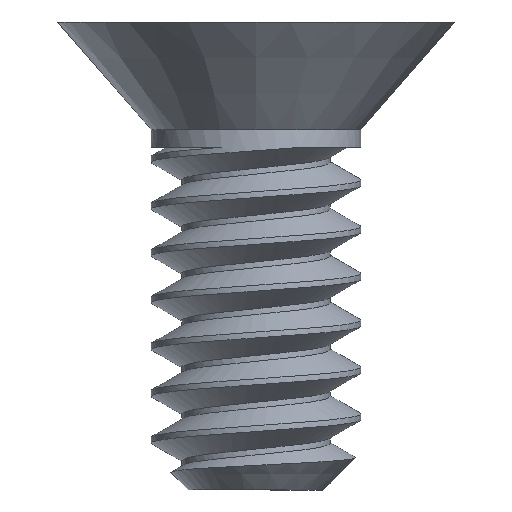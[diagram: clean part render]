
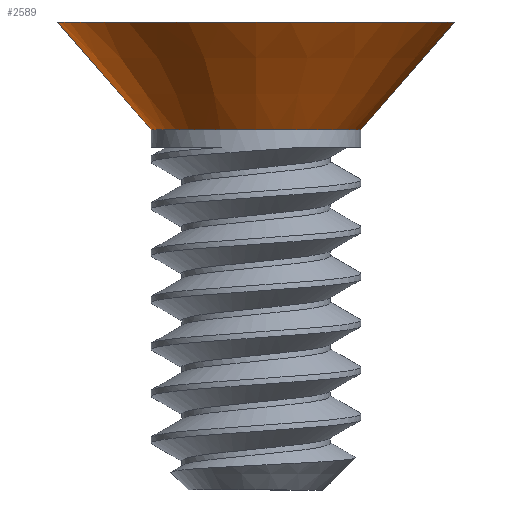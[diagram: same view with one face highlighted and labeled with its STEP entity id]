
A CAD part, left-side view. The second image highlights one B-rep face of the part: STEP entity #2589.
In plain terms, the highlighted conical face has half-angle 41 degrees and reference radius 1.422 mm.
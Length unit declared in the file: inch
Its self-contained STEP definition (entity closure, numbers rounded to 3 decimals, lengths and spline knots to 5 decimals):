
#18 = AXIS2_PLACEMENT_3D ( 'NONE', #594, #2284, #367 ) ;
#20 = FACE_OUTER_BOUND ( 'NONE', #1418, .T. ) ;
#22 = EDGE_CURVE ( 'NONE', #2177, #1224, #432, .T. ) ;
#266 = VERTEX_POINT ( 'NONE', #384 ) ;
#341 = EDGE_CURVE ( 'NONE', #1224, #266, #1481, .T. ) ;
#367 = DIRECTION ( 'NONE',  ( 0., -1., 0. ) ) ;
#384 = CARTESIAN_POINT ( 'NONE',  ( 0., 0.106, 0.067 ) ) ;
#432 = CIRCLE ( 'NONE', #2584, 0.056 ) ;
#462 = ORIENTED_EDGE ( 'NONE', *, *, #1632, .T. ) ;
#539 = CARTESIAN_POINT ( 'NONE',  ( 0., -0.106, 0.067 ) ) ;
#547 = CARTESIAN_POINT ( 'NONE',  ( 0., -0.056, 0.00948 ) ) ;
#594 = CARTESIAN_POINT ( 'NONE',  ( 0., 0., 0.067 ) ) ;
#604 = ORIENTED_EDGE ( 'NONE', *, *, #22, .F. ) ;
#735 = DIRECTION ( 'NONE',  ( 0., 1., 0. ) ) ;
#801 = VECTOR ( 'NONE', #2633, 39.37008 ) ;
#935 = CARTESIAN_POINT ( 'NONE',  ( 0., 0., 0.00948 ) ) ;
#1097 = ORIENTED_EDGE ( 'NONE', *, *, #341, .F. ) ;
#1135 = CARTESIAN_POINT ( 'NONE',  ( 0., -0.056, 0.00948 ) ) ;
#1160 = DIRECTION ( 'NONE',  ( 0., 0., -1. ) ) ;
#1224 = VERTEX_POINT ( 'NONE', #2371 ) ;
#1418 = EDGE_LOOP ( 'NONE', ( #1097, #604, #462, #1625 ) ) ;
#1454 = VERTEX_POINT ( 'NONE', #539 ) ;
#1481 = LINE ( 'NONE', #1898, #2552 ) ;
#1625 = ORIENTED_EDGE ( 'NONE', *, *, #2306, .F. ) ;
#1632 = EDGE_CURVE ( 'NONE', #2177, #1454, #1733, .T. ) ;
#1733 = LINE ( 'NONE', #1135, #801 ) ;
#1795 = DIRECTION ( 'NONE',  ( 0., 0., 1. ) ) ;
#1890 = DIRECTION ( 'NONE',  ( 0., 0.656, 0.755 ) ) ;
#1898 = CARTESIAN_POINT ( 'NONE',  ( 0., 0.056, 0.00948 ) ) ;
#2041 = DIRECTION ( 'NONE',  ( 0., -1., 0. ) ) ;
#2177 = VERTEX_POINT ( 'NONE', #547 ) ;
#2189 = CIRCLE ( 'NONE', #18, 0.106 ) ;
#2284 = DIRECTION ( 'NONE',  ( 0., 0., 1. ) ) ;
#2306 = EDGE_CURVE ( 'NONE', #266, #1454, #2189, .T. ) ;
#2371 = CARTESIAN_POINT ( 'NONE',  ( 0., 0.056, 0.00948 ) ) ;
#2433 = CARTESIAN_POINT ( 'NONE',  ( 0., 0., 0.00948 ) ) ;
#2552 = VECTOR ( 'NONE', #1890, 39.37008 ) ;
#2584 = AXIS2_PLACEMENT_3D ( 'NONE', #935, #1160, #735 ) ;
#2589 = ADVANCED_FACE ( 'NONE', ( #20 ), #2744, .T. ) ;
#2633 = DIRECTION ( 'NONE',  ( 0., -0.656, 0.755 ) ) ;
#2744 = CONICAL_SURFACE ( 'NONE', #2768, 0.056, 0.716 ) ;
#2768 = AXIS2_PLACEMENT_3D ( 'NONE', #2433, #1795, #2041 ) ;
